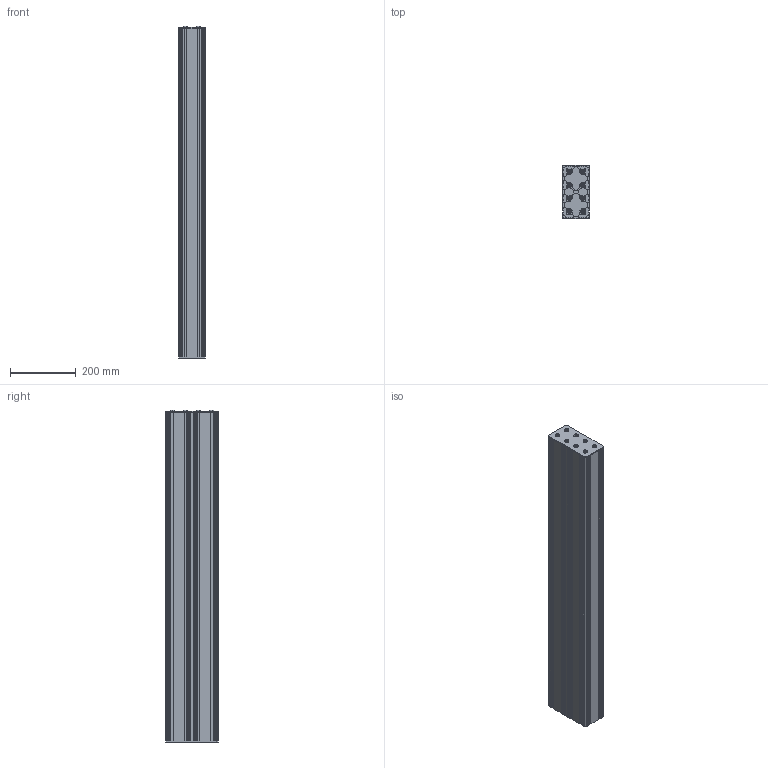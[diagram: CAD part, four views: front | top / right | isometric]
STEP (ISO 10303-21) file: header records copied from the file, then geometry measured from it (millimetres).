
FILE_DESCRIPTION(('HOOPS Exchange Step'),'2;1');
FILE_NAME('export-5F991A7E-40E9-4D31-87C3-ADE49D166CA0.stp','2022-04-02T16:21:55+02:00',('Engineering'),('Alibre'),'HOOPS Exchange 2021.0','Alibre','Unknown authorisation');
FILE_SCHEMA( ('AP242_MANAGED_MODEL_BASED_3D_ENGINEERING_MIM_LF {1 0 10303 442 1 1 4 }') );
Length unit declared in the file: millimetre
Products named in the file (5): 1942 MayTec Profile 80x160 12E, SP (Heavy) L=1000mm; 1304 Maytec Threaded Insert M14-M8 L=30mm; 5886 DCNC 80x160x3mm bracket; 801 ISO 7380 Metric Screws ISO 7380 M8x12 -12.9; 5886 Endplate Example
Assembly tree (18 placements, depth 2):
  5886 Endplate Example
    1942 MayTec Profile 80x160 12E, SP (Heavy) L=1000mm
    1304 Maytec Threaded Insert M14-M8 L=30mm  x8
    5886 DCNC 80x160x3mm bracket
    801 ISO 7380 Metric Screws ISO 7380 M8x12 -12.9  x8
Bounding box: 80 x 160 x 1007.4 mm (x, y, z)
Volume: 3389375.9 mm3; surface area: 1982214.4 mm2
Topology: 18 solids, 18 shells, 880 faces, 2436 edges, 1592 vertices
Faces by surface type: plane 472, cylinder 256, cone 96, torus 56
Full cylindrical faces by diameter (mm): 8.2 x8
Entity records: 18524 total; most frequent: CARTESIAN_POINT 3264, DIRECTION 3214, ORIENTED_EDGE 3202, EDGE_CURVE 1601, VECTOR 1108, LINE 1108, VERTEX_POINT 1067, AXIS2_PLACEMENT_3D 1053
